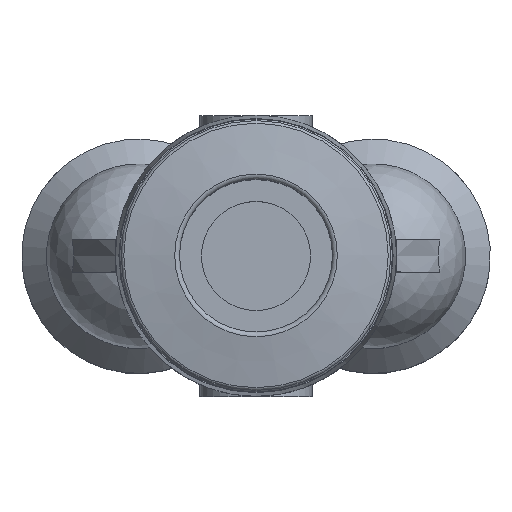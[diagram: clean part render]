
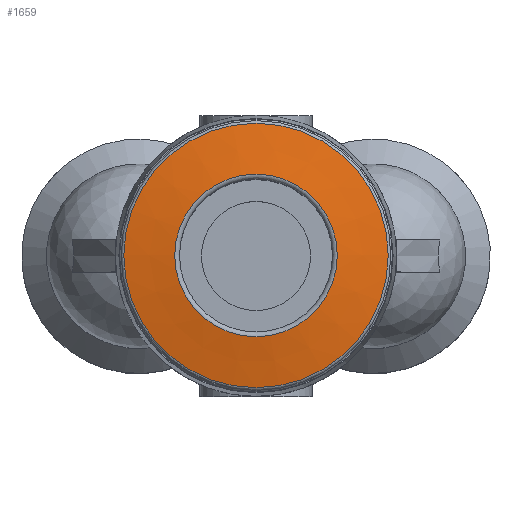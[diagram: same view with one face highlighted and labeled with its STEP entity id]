
A CAD part, top view. The second image highlights one B-rep face of the part: STEP entity #1659.
In plain terms, the highlighted conical face has half-angle 80 degrees and reference radius 8.235 mm.
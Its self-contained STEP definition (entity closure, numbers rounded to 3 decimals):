
#73=CONICAL_SURFACE('',#1812,8.235,1.396);
#140=CIRCLE('',#1811,8.235);
#141=CIRCLE('',#1813,5.063);
#393=ORIENTED_EDGE('',*,*,#579,.F.);
#394=ORIENTED_EDGE('',*,*,#578,.T.);
#578=EDGE_CURVE('',#690,#690,#140,.T.);
#579=EDGE_CURVE('',#691,#691,#141,.T.);
#690=VERTEX_POINT('',#2580);
#691=VERTEX_POINT('',#2583);
#839=EDGE_LOOP('',(#393));
#840=EDGE_LOOP('',(#394));
#967=FACE_BOUND('',#839,.T.);
#968=FACE_BOUND('',#840,.T.);
#1659=ADVANCED_FACE('',(#967,#968),#73,.T.);
#1811=AXIS2_PLACEMENT_3D('',#2579,#2112,#2113);
#1812=AXIS2_PLACEMENT_3D('',#2581,#2114,#2115);
#1813=AXIS2_PLACEMENT_3D('',#2582,#2116,#2117);
#2112=DIRECTION('',(0.,0.,1.));
#2113=DIRECTION('',(1.,0.,0.));
#2114=DIRECTION('',(0.,0.,-1.));
#2115=DIRECTION('',(-1.,0.,0.));
#2116=DIRECTION('',(0.,0.,1.));
#2117=DIRECTION('',(1.,0.,0.));
#2579=CARTESIAN_POINT('',(0.,0.,44.241));
#2580=CARTESIAN_POINT('',(8.235,0.,44.241));
#2581=CARTESIAN_POINT('',(0.,0.,44.241));
#2582=CARTESIAN_POINT('',(0.,0.,44.8));
#2583=CARTESIAN_POINT('',(5.063,0.,44.8));
